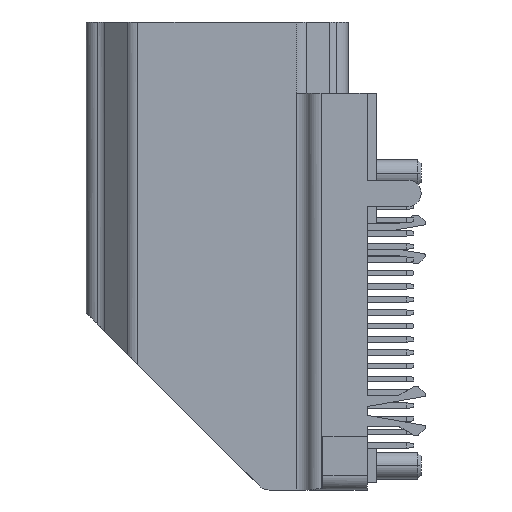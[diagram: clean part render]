
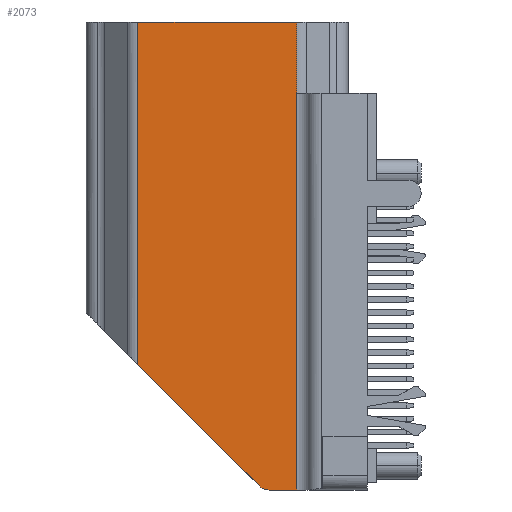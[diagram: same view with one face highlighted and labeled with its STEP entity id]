
A CAD part, left-side view. The second image highlights one B-rep face of the part: STEP entity #2073.
In plain terms, the highlighted planar face has unit normal (-1, 0, 0).
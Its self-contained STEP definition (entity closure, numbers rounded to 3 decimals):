
#550 = DIRECTION ( 'NONE',  ( 0., 1., 0. ) ) ;
#786 = VERTEX_POINT ( 'NONE', #3404 ) ;
#837 = VECTOR ( 'NONE', #8313, 1000. ) ;
#911 = AXIS2_PLACEMENT_3D ( 'NONE', #9681, #3828, #550 ) ;
#1055 = CARTESIAN_POINT ( 'NONE',  ( -2.675, 13.485, 8.54 ) ) ;
#1123 = LINE ( 'NONE', #1789, #1630 ) ;
#1208 = LINE ( 'NONE', #9820, #3683 ) ;
#1370 = ORIENTED_EDGE ( 'NONE', *, *, #6549, .T. ) ;
#1630 = VECTOR ( 'NONE', #8527, 1000. ) ;
#1789 = CARTESIAN_POINT ( 'NONE',  ( -2.675, 4.515, -33.657 ) ) ;
#1902 = CARTESIAN_POINT ( 'NONE',  ( -2.675, 6.069, -17.12 ) ) ;
#1951 = EDGE_CURVE ( 'NONE', #3445, #7335, #1123, .T. ) ;
#2073 = ADVANCED_FACE ( 'NONE', ( #8018 ), #7244, .F. ) ;
#2347 = EDGE_CURVE ( 'NONE', #7335, #9889, #7900, .T. ) ;
#2409 = LINE ( 'NONE', #7478, #837 ) ;
#2870 = DIRECTION ( 'NONE',  ( 0., -0.707, -0.707 ) ) ;
#3005 = DIRECTION ( 'NONE',  ( 0., 0., -1. ) ) ;
#3192 = EDGE_LOOP ( 'NONE', ( #1370, #8027, #4984, #10542, #5404, #5673 ) ) ;
#3208 = CARTESIAN_POINT ( 'NONE',  ( -2.675, 13.485, 8.54 ) ) ;
#3330 = EDGE_CURVE ( 'NONE', #5098, #3445, #8102, .T. ) ;
#3404 = CARTESIAN_POINT ( 'NONE',  ( -2.675, 13.485, -10.835 ) ) ;
#3445 = VERTEX_POINT ( 'NONE', #5665 ) ;
#3497 = DIRECTION ( 'NONE',  ( 0., 1., 0. ) ) ;
#3683 = VECTOR ( 'NONE', #2870, 1000. ) ;
#3704 = VERTEX_POINT ( 'NONE', #9422 ) ;
#3828 = DIRECTION ( 'NONE',  ( 1., 0., 0. ) ) ;
#4119 = VECTOR ( 'NONE', #9602, 1000. ) ;
#4150 = CARTESIAN_POINT ( 'NONE',  ( -2.675, 6.069, -17.92 ) ) ;
#4192 = EDGE_CURVE ( 'NONE', #3704, #5098, #8794, .T. ) ;
#4657 = DIRECTION ( 'NONE',  ( -1., 0., 0. ) ) ;
#4713 = CARTESIAN_POINT ( 'NONE',  ( -2.675, 4.515, 8.54 ) ) ;
#4984 = ORIENTED_EDGE ( 'NONE', *, *, #3330, .T. ) ;
#5098 = VERTEX_POINT ( 'NONE', #4150 ) ;
#5404 = ORIENTED_EDGE ( 'NONE', *, *, #2347, .T. ) ;
#5665 = CARTESIAN_POINT ( 'NONE',  ( -2.675, 4.515, -17.92 ) ) ;
#5673 = ORIENTED_EDGE ( 'NONE', *, *, #7050, .F. ) ;
#5780 = AXIS2_PLACEMENT_3D ( 'NONE', #1902, #4657, #3005 ) ;
#6549 = EDGE_CURVE ( 'NONE', #786, #3704, #1208, .T. ) ;
#6683 = VECTOR ( 'NONE', #3497, 1000. ) ;
#7050 = EDGE_CURVE ( 'NONE', #786, #9889, #2409, .T. ) ;
#7244 = PLANE ( 'NONE',  #911 ) ;
#7335 = VERTEX_POINT ( 'NONE', #4713 ) ;
#7478 = CARTESIAN_POINT ( 'NONE',  ( -2.675, 13.485, -33.657 ) ) ;
#7900 = LINE ( 'NONE', #1055, #6683 ) ;
#8018 = FACE_OUTER_BOUND ( 'NONE', #3192, .T. ) ;
#8027 = ORIENTED_EDGE ( 'NONE', *, *, #4192, .T. ) ;
#8102 = LINE ( 'NONE', #10644, #4119 ) ;
#8313 = DIRECTION ( 'NONE',  ( 0., 0., 1. ) ) ;
#8527 = DIRECTION ( 'NONE',  ( 0., 0., 1. ) ) ;
#8794 = CIRCLE ( 'NONE', #5780, 0.8 ) ;
#9422 = CARTESIAN_POINT ( 'NONE',  ( -2.675, 6.634, -17.686 ) ) ;
#9602 = DIRECTION ( 'NONE',  ( 0., -1., 0. ) ) ;
#9681 = CARTESIAN_POINT ( 'NONE',  ( -2.675, 13.485, -33.657 ) ) ;
#9820 = CARTESIAN_POINT ( 'NONE',  ( -2.675, 2.074, -22.246 ) ) ;
#9889 = VERTEX_POINT ( 'NONE', #3208 ) ;
#10542 = ORIENTED_EDGE ( 'NONE', *, *, #1951, .T. ) ;
#10644 = CARTESIAN_POINT ( 'NONE',  ( -2.675, 13.485, -17.92 ) ) ;
